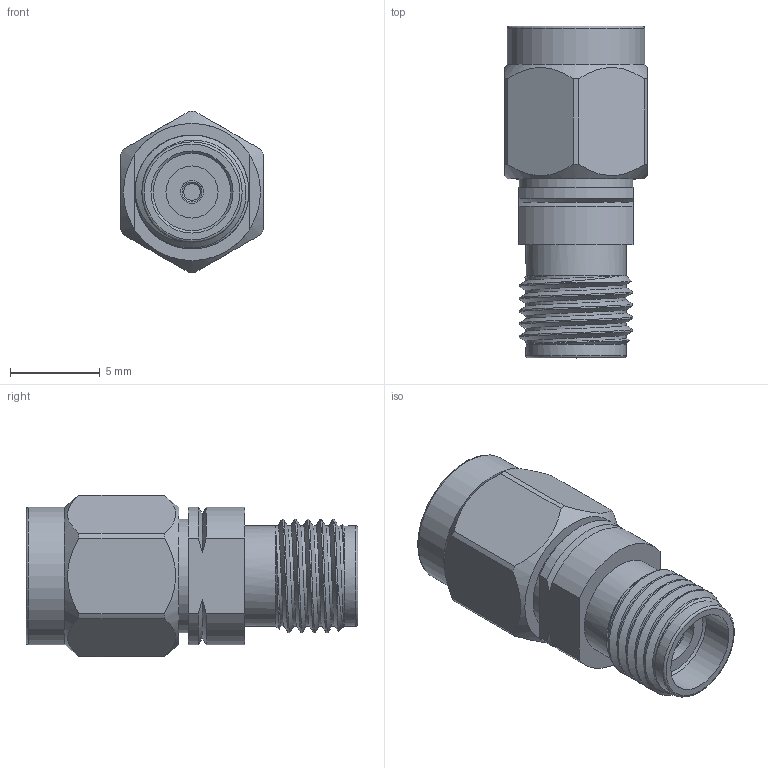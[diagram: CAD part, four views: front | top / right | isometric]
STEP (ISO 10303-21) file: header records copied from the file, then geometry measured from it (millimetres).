
FILE_DESCRIPTION (( 'STEP AP203' ), '1' );
FILE_NAME ('PE91451_3D.step', '2021-10-18T22:39:27', ( '' ), ( '' ), 'SwSTEP 2.0', 'SolidWorks 2021', '' );
FILE_SCHEMA (( 'CONFIG_CONTROL_DESIGN' ));
Length unit declared in the file: inch
Products named in the file (1): PE91451_3D
Bounding box: 7.94 x 18.49 x 8.99 mm (x, y, z)
Volume: 579.7 mm3; surface area: 847.2 mm2
Topology: 1 solids, 1 shells, 90 faces, 229 edges, 151 vertices
Faces by surface type: plane 37, cylinder 28, cone 17, bspline 6, torus 2
Full cylindrical faces by diameter (mm): 0.508 x1, 0.94 x1, 1.016 x1, 1.27 x1, 2.4 x1, 2.9 x1, 4.572 x2, 5.582 x2, 6.35 x1, 7 x5, 7.641 x1
Entity records: 5660 total; most frequent: CARTESIAN_POINT 3750, DIRECTION 365, ORIENTED_EDGE 364, EDGE_CURVE 182, AXIS2_PLACEMENT_3D 154, VERTEX_POINT 129, EDGE_LOOP 117, FACE_OUTER_BOUND 101
